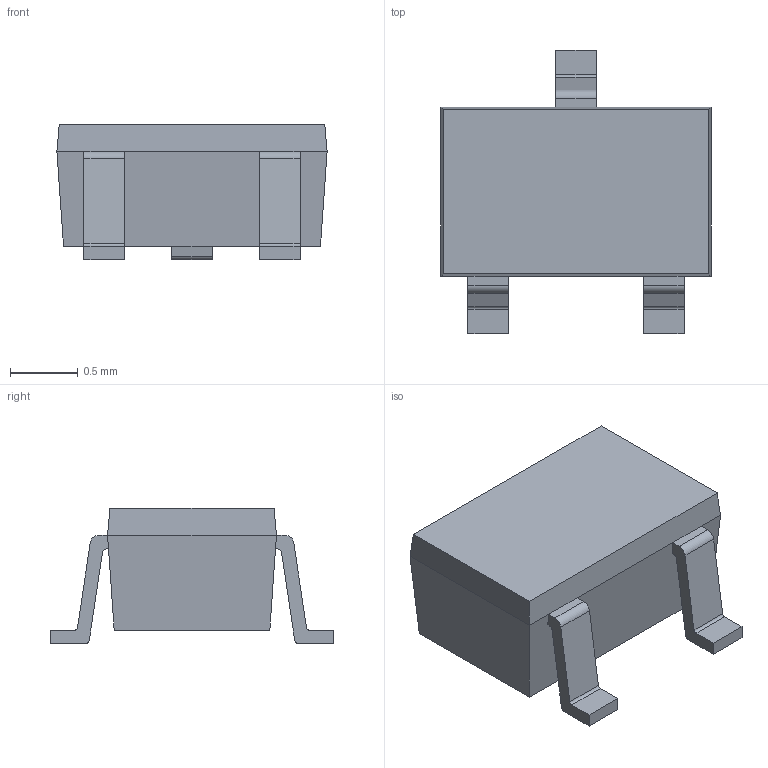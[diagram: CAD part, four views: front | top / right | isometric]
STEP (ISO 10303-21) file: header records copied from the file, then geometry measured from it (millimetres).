
FILE_DESCRIPTION(/* description */ (''),/* implementation_level */ '2;1');
FILE_NAME(/* name */ 'SOT323.stp',/* time_stamp */ '2018-03-06T09:50:14+01:00',/* author */ (''),/* organization */ (''),/* preprocessor_version */ 'ST-DEVELOPER v14',/* originating_system */ 'SIEMENS PLM Software NX 8.0',/* authorisation */ '');
FILE_SCHEMA (('CONFIG_CONTROL_DESIGN'));
Length unit declared in the file: millimetre
Products named in the file (1): Testzeichnung
Bounding box: 2 x 2.1 x 1 mm (x, y, z)
Volume: 2.2 mm3; surface area: 12.7 mm2
Topology: 1 solids, 1 shells, 49 faces, 131 edges, 84 vertices
Faces by surface type: plane 37, cylinder 12
Entity records: 1593 total; most frequent: CARTESIAN_POINT 265, ORIENTED_EDGE 262, DIRECTION 255, EDGE_CURVE 131, LINE 107, VECTOR 107, VERTEX_POINT 84, AXIS2_PLACEMENT_3D 74
